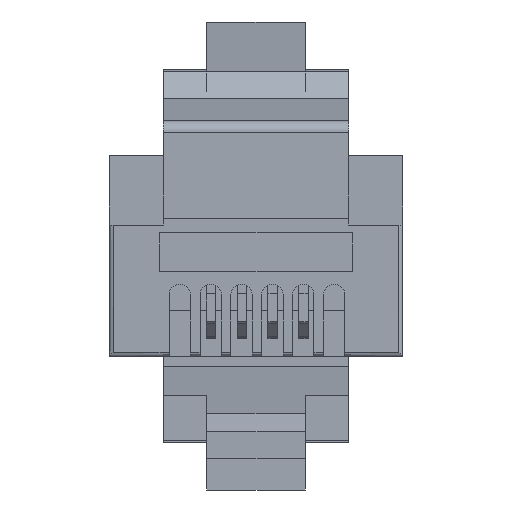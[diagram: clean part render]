
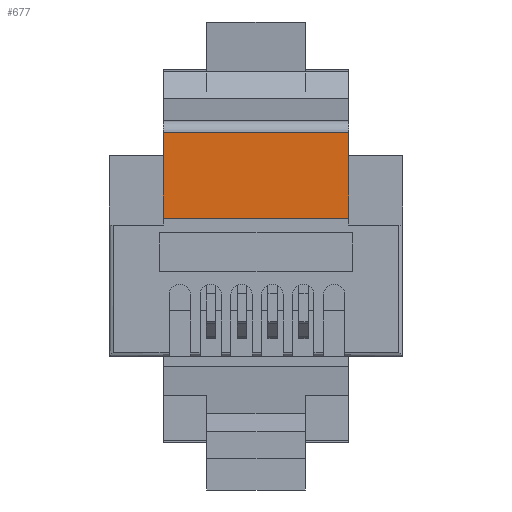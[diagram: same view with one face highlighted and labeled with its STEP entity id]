
A CAD part, front view. The second image highlights one B-rep face of the part: STEP entity #677.
In plain terms, the highlighted face is planar.
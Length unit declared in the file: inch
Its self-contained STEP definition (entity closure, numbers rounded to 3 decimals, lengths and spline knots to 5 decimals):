
#2 = DIRECTION ( 'NONE',  ( -1., 0., 0. ) ) ;
#256 = LINE ( 'NONE', #5466, #3376 ) ;
#462 = VECTOR ( 'NONE', #5749, 39.37008 ) ;
#522 = VERTEX_POINT ( 'NONE', #3071 ) ;
#677 = ADVANCED_FACE ( 'NONE', ( #4694 ), #2694, .F. ) ;
#728 = DIRECTION ( 'NONE',  ( 1., 0., 0. ) ) ;
#813 = AXIS2_PLACEMENT_3D ( 'NONE', #1358, #4186, #6083 ) ;
#965 = VECTOR ( 'NONE', #2, 39.37008 ) ;
#976 = VECTOR ( 'NONE', #728, 39.37008 ) ;
#1128 = VERTEX_POINT ( 'NONE', #4553 ) ;
#1358 = CARTESIAN_POINT ( 'NONE',  ( -0.12, 0.049, 0.2775 ) ) ;
#1498 = LINE ( 'NONE', #6172, #965 ) ;
#1794 = ORIENTED_EDGE ( 'NONE', *, *, #2587, .T. ) ;
#2233 = LINE ( 'NONE', #5033, #976 ) ;
#2295 = VERTEX_POINT ( 'NONE', #2607 ) ;
#2343 = LINE ( 'NONE', #2397, #462 ) ;
#2397 = CARTESIAN_POINT ( 'NONE',  ( 0.12, 0.175, 0.2775 ) ) ;
#2587 = EDGE_CURVE ( 'NONE', #2295, #1128, #256, .T. ) ;
#2607 = CARTESIAN_POINT ( 'NONE',  ( -0.12, 0.16, 0.2775 ) ) ;
#2694 = PLANE ( 'NONE',  #813 ) ;
#2738 = EDGE_CURVE ( 'NONE', #1128, #3302, #2233, .T. ) ;
#3071 = CARTESIAN_POINT ( 'NONE',  ( 0.12, 0.16, 0.2775 ) ) ;
#3302 = VERTEX_POINT ( 'NONE', #3755 ) ;
#3376 = VECTOR ( 'NONE', #5103, 39.37008 ) ;
#3745 = EDGE_LOOP ( 'NONE', ( #4060, #4736, #1794, #4351 ) ) ;
#3755 = CARTESIAN_POINT ( 'NONE',  ( 0.12, 0.049, 0.2775 ) ) ;
#4060 = ORIENTED_EDGE ( 'NONE', *, *, #4435, .T. ) ;
#4186 = DIRECTION ( 'NONE',  ( 0., 0., -1. ) ) ;
#4351 = ORIENTED_EDGE ( 'NONE', *, *, #2738, .T. ) ;
#4435 = EDGE_CURVE ( 'NONE', #3302, #522, #2343, .T. ) ;
#4553 = CARTESIAN_POINT ( 'NONE',  ( -0.12, 0.049, 0.2775 ) ) ;
#4694 = FACE_OUTER_BOUND ( 'NONE', #3745, .T. ) ;
#4736 = ORIENTED_EDGE ( 'NONE', *, *, #4787, .T. ) ;
#4787 = EDGE_CURVE ( 'NONE', #522, #2295, #1498, .T. ) ;
#5033 = CARTESIAN_POINT ( 'NONE',  ( 0.12, 0.049, 0.2775 ) ) ;
#5103 = DIRECTION ( 'NONE',  ( 0., -1., 0. ) ) ;
#5466 = CARTESIAN_POINT ( 'NONE',  ( -0.12, 0.175, 0.2775 ) ) ;
#5749 = DIRECTION ( 'NONE',  ( 0., 1., 0. ) ) ;
#6083 = DIRECTION ( 'NONE',  ( -1., 0., 0. ) ) ;
#6172 = CARTESIAN_POINT ( 'NONE',  ( -0.12, 0.16, 0.2775 ) ) ;
